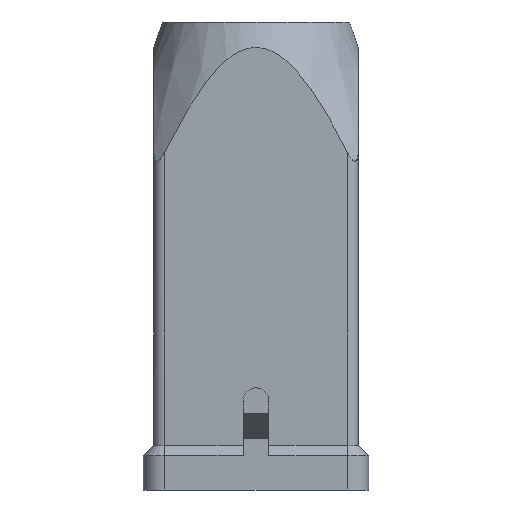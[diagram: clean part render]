
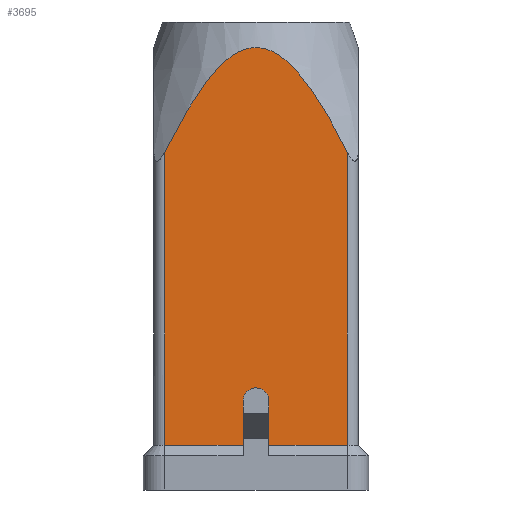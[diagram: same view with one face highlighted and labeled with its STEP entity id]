
A CAD part, front view. The second image highlights one B-rep face of the part: STEP entity #3695.
In plain terms, the highlighted planar face has unit normal (0, -1, 0).
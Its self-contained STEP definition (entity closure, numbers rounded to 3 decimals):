
#2461=CARTESIAN_POINT('',(1.5,-12.,9.5));
#2462=VERTEX_POINT('',#2461);
#2469=CARTESIAN_POINT('',(-1.5,-12.,9.5));
#2470=VERTEX_POINT('',#2469);
#2471=CARTESIAN_POINT('',(0.0,-12.,9.5));
#2472=DIRECTION('',(0.0,1.0,0.0));
#2473=DIRECTION('',(0.0,0.0,1.0));
#2474=AXIS2_PLACEMENT_3D('',#2471,#2472,#2473);
#2475=CIRCLE('',#2474,1.5);
#2476=EDGE_CURVE('',#2470,#2462,#2475,.T.);
#2499=CARTESIAN_POINT('',(-1.5,-12.,5.25));
#2500=VERTEX_POINT('',#2499);
#2501=CARTESIAN_POINT('',(-1.5,-12.,5.25));
#2502=DIRECTION('',(0.0,0.0,1.0));
#2503=VECTOR('',#2502,4.25);
#2504=LINE('',#2501,#2503);
#2505=EDGE_CURVE('',#2500,#2470,#2504,.T.);
#2586=CARTESIAN_POINT('',(1.5,-12.,5.25));
#2587=VERTEX_POINT('',#2586);
#2594=CARTESIAN_POINT('',(1.5,-12.,9.5));
#2595=DIRECTION('',(0.0,0.0,-1.0));
#2596=VECTOR('',#2595,4.25);
#2597=LINE('',#2594,#2596);
#2598=EDGE_CURVE('',#2462,#2587,#2597,.T.);
#2682=CARTESIAN_POINT('',(-10.75,-12.,5.25));
#2683=VERTEX_POINT('',#2682);
#2684=CARTESIAN_POINT('',(-1.5,-12.,5.25));
#2685=DIRECTION('',(-1.0,0.0,0.0));
#2686=VECTOR('',#2685,9.25);
#2687=LINE('',#2684,#2686);
#2688=EDGE_CURVE('',#2500,#2683,#2687,.T.);
#3608=CARTESIAN_POINT('',(-10.75,-12.,39.667));
#3609=VERTEX_POINT('',#3608);
#3627=CARTESIAN_POINT('',(10.75,-12.,39.667));
#3628=VERTEX_POINT('',#3627);
#3629=CARTESIAN_POINT('',(10.75,-12.,39.667));
#3630=CARTESIAN_POINT('',(0.,-12.,61.186));
#3631=CARTESIAN_POINT('',(-10.75,-12.,39.667));
#3639=(BOUNDED_CURVE()B_SPLINE_CURVE(2,(#3629,#3630,#3631),.UNSPECIFIED.,.F.,.U.)B_SPLINE_CURVE_WITH_KNOTS((3,3),(0.267,4.009),.UNSPECIFIED.)CURVE()GEOMETRIC_REPRESENTATION_ITEM()RATIONAL_B_SPLINE_CURVE((1.055,1.417,1.055))REPRESENTATION_ITEM(''));
#3640=EDGE_CURVE('',#3628,#3609,#3639,.T.);
#3663=CARTESIAN_POINT('',(10.75,-12.,0.0));
#3664=DIRECTION('',(0.0,-1.0,0.0));
#3665=DIRECTION('',(0.0,0.0,-1.0));
#3666=AXIS2_PLACEMENT_3D('',#3663,#3664,#3665);
#3667=PLANE('',#3666);
#3668=ORIENTED_EDGE('',*,*,#2598,.T.);
#3669=CARTESIAN_POINT('',(10.75,-12.,5.25));
#3670=VERTEX_POINT('',#3669);
#3671=CARTESIAN_POINT('',(10.75,-12.,5.25));
#3672=DIRECTION('',(-1.0,0.0,0.0));
#3673=VECTOR('',#3672,9.25);
#3674=LINE('',#3671,#3673);
#3675=EDGE_CURVE('',#3670,#2587,#3674,.T.);
#3676=ORIENTED_EDGE('',*,*,#3675,.F.);
#3677=CARTESIAN_POINT('',(10.75,-12.,5.25));
#3678=DIRECTION('',(0.0,0.0,1.0));
#3679=VECTOR('',#3678,34.417);
#3680=LINE('',#3677,#3679);
#3681=EDGE_CURVE('',#3670,#3628,#3680,.T.);
#3682=ORIENTED_EDGE('',*,*,#3681,.T.);
#3683=ORIENTED_EDGE('',*,*,#3640,.T.);
#3684=CARTESIAN_POINT('',(-10.75,-12.,5.25));
#3685=DIRECTION('',(0.0,0.0,1.0));
#3686=VECTOR('',#3685,34.417);
#3687=LINE('',#3684,#3686);
#3688=EDGE_CURVE('',#2683,#3609,#3687,.T.);
#3689=ORIENTED_EDGE('',*,*,#3688,.F.);
#3690=ORIENTED_EDGE('',*,*,#2688,.F.);
#3691=ORIENTED_EDGE('',*,*,#2505,.T.);
#3692=ORIENTED_EDGE('',*,*,#2476,.T.);
#3693=EDGE_LOOP('',(#3668,#3676,#3682,#3683,#3689,#3690,#3691,#3692));
#3694=FACE_OUTER_BOUND('',#3693,.T.);
#3695=ADVANCED_FACE('',(#3694),#3667,.T.);
